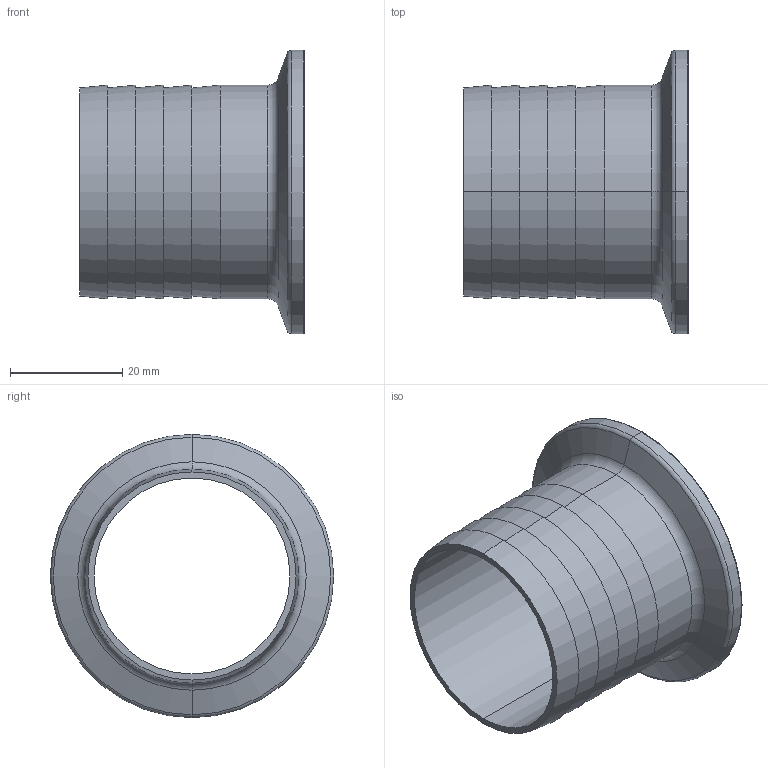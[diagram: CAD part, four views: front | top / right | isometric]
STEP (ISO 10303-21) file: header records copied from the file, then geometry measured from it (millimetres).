
FILE_DESCRIPTION (( 'STEP AP214' ), '1' );
FILE_NAME ('HT.150.150.STEP', '2019-10-29T09:28:02', ( '' ), ( '' ), 'SwSTEP 2.0', 'SolidWorks 2019', '' );
FILE_SCHEMA (( 'AUTOMOTIVE_DESIGN' ));
Length unit declared in the file: millimetre
Products named in the file (1): HT.150.150
Bounding box: 40 x 50.5 x 50.5 mm (x, y, z)
Volume: 9538.6 mm3; surface area: 11442.1 mm2
Topology: 1 solids, 1 shells, 41 faces, 82 edges, 48 vertices
Faces by surface type: cone 16, torus 12, plane 7, cylinder 6
Entity records: 1114 total; most frequent: DIRECTION 226, CARTESIAN_POINT 172, ORIENTED_EDGE 164, AXIS2_PLACEMENT_3D 102, EDGE_CURVE 82, CIRCLE 60, VERTEX_POINT 48, EDGE_LOOP 48
